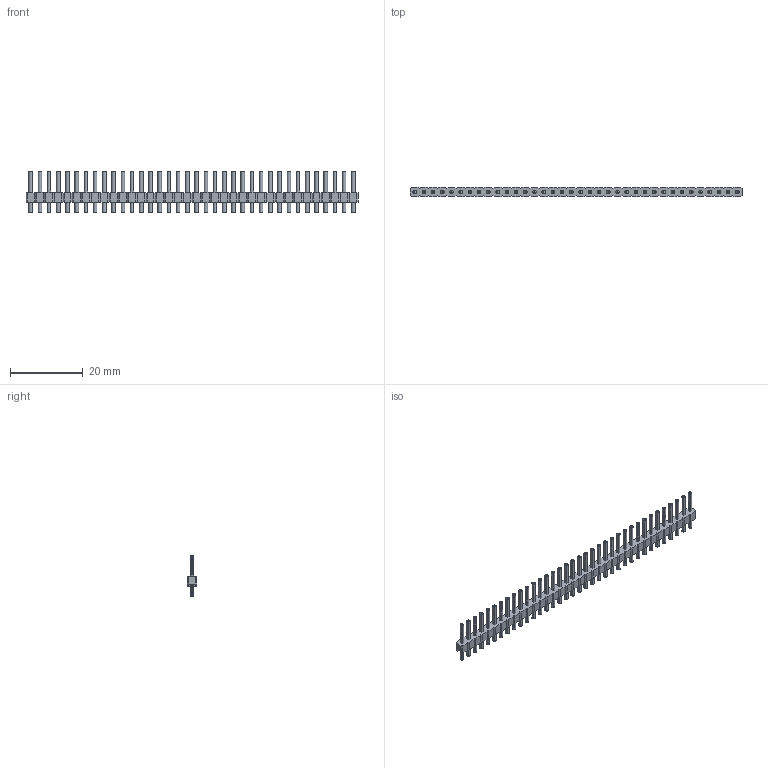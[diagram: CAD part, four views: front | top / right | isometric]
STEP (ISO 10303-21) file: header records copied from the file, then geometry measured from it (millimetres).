
FILE_DESCRIPTION(/* description */ ('-'),/* implementation_level */ '2;1');
FILE_NAME(/* name */ 'Stiftleiste, RM 2,54 mm - 6-3 mm, gerade - 1 x 36 - schwarz',/* time_stamp */ '2022-04-18T13:56:53+02:00',/* author */ ('c.wilms'),/* organization */ ('-'),/* preprocessor_version */ 'ST-DEVELOPER v16.7',/* originating_system */ 'Solid Edge',/* authorisation */ 'Unknown');
FILE_SCHEMA (('AP242_MANAGED_MODEL_BASED_3D_ENGINEERING_MIM_LF { 1 0 10303 442 1 1 4 }','AUTOMOTIVE_DESIGN {1 0 10303 214 3 1 1}'));
Length unit declared in the file: millimetre
Products named in the file (3): Stiftleiste, RM 2,54 mm - 6-3 mm, gerade - 1 x 36 - schwarz; Stiftleiste, RM 2,54 mm - Stift -  6-3 mm, gerade; Stiftleiste, RM 2,54 mm - Träger - 1 x 36 - schwarz
Assembly tree (37 placements, depth 2):
  Stiftleiste, RM 2,54 mm - 6-3 mm, gerade - 1 x 36 - schwarz
    Stiftleiste, RM 2,54 mm - Stift -  6-3 mm, gerade  x36
    Stiftleiste, RM 2,54 mm - Träger - 1 x 36 - schwarz
Bounding box: 91.44 x 2.54 x 11.54 mm (x, y, z)
Volume: 648.7 mm3; surface area: 3544.5 mm2
Topology: 37 solids, 73 shells, 1196 faces, 3366 edges, 2244 vertices
Faces by surface type: plane 872, cylinder 324
Full cylindrical faces by diameter (mm): 1 x36
Entity records: 18246 total; most frequent: CARTESIAN_POINT 3203, ORIENTED_EDGE 3158, DIRECTION 3024, EDGE_CURVE 1580, LINE 1274, VECTOR 1274, VERTEX_POINT 1054, AXIS2_PLACEMENT_3D 875
